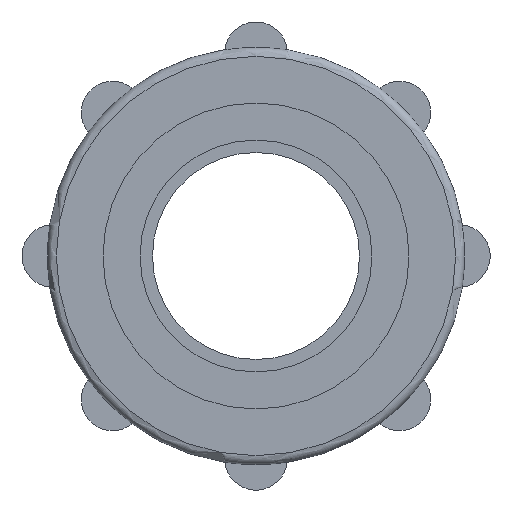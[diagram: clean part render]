
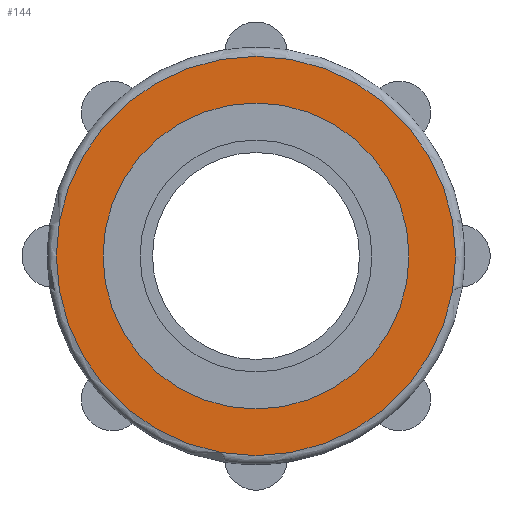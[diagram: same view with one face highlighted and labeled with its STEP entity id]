
A CAD part, left-side view. The second image highlights one B-rep face of the part: STEP entity #144.
In plain terms, the highlighted planar face has unit normal (-1, 0, 0).
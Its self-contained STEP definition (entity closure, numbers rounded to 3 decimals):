
#144 = ADVANCED_FACE( '', ( #308, #309 ), #310, .T. );
#308 = FACE_BOUND( '', #491, .T. );
#309 = FACE_OUTER_BOUND( '', #492, .T. );
#310 = PLANE( '', #493 );
#491 = EDGE_LOOP( '', ( #815 ) );
#492 = EDGE_LOOP( '', ( #816 ) );
#493 = AXIS2_PLACEMENT_3D( '', #817, #818, #819 );
#815 = ORIENTED_EDGE( '', *, *, #1094, .T. );
#816 = ORIENTED_EDGE( '', *, *, #1096, .F. );
#817 = CARTESIAN_POINT( '', ( -12.667, 34.45, 0. ) );
#818 = DIRECTION( '', ( -1., 0., 0. ) );
#819 = DIRECTION( '', ( 0., 0., 1. ) );
#1094 = EDGE_CURVE( '', #1303, #1303, #1304, .T. );
#1096 = EDGE_CURVE( '', #1306, #1306, #1307, .T. );
#1303 = VERTEX_POINT( '', #1718 );
#1304 = CIRCLE( '', #1719, 26.4 );
#1306 = VERTEX_POINT( '', #1721 );
#1307 = CIRCLE( '', #1722, 34.45 );
#1718 = CARTESIAN_POINT( '', ( -12.667, 0., -26.4 ) );
#1719 = AXIS2_PLACEMENT_3D( '', #1959, #1960, #1961 );
#1721 = CARTESIAN_POINT( '', ( -12.667, 0., -34.45 ) );
#1722 = AXIS2_PLACEMENT_3D( '', #1962, #1963, #1964 );
#1959 = CARTESIAN_POINT( '', ( -12.667, 0., 0. ) );
#1960 = DIRECTION( '', ( 1., 0., 0. ) );
#1961 = DIRECTION( '', ( 0., 0., -1. ) );
#1962 = CARTESIAN_POINT( '', ( -12.667, 0., 0. ) );
#1963 = DIRECTION( '', ( 1., 0., 0. ) );
#1964 = DIRECTION( '', ( 0., 0., -1. ) );
